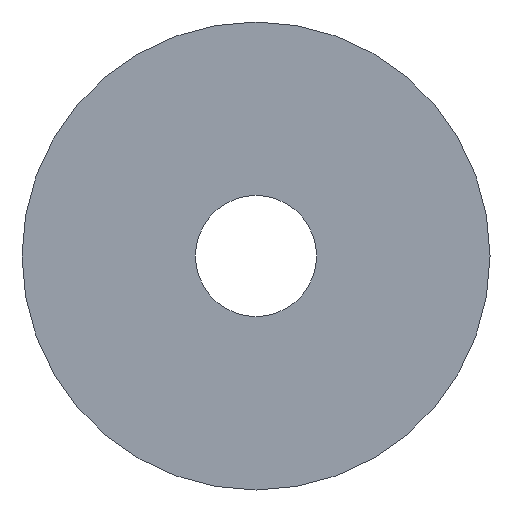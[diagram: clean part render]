
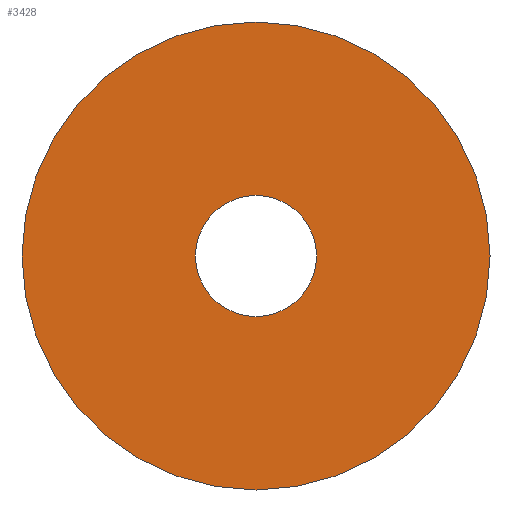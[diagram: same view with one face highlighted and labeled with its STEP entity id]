
A CAD part, front view. The second image highlights one B-rep face of the part: STEP entity #3428.
In plain terms, the highlighted planar face has unit normal (0, -1, 0).
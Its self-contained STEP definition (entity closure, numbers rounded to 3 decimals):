
#299 = DIRECTION ( 'NONE',  ( 0., 1., 0. ) ) ;
#409 = CIRCLE ( 'NONE', #4228, 15.444 ) ;
#461 = ORIENTED_EDGE ( 'NONE', *, *, #3764, .T. ) ;
#748 = CARTESIAN_POINT ( 'NONE',  ( 0., -1.587, 4. ) ) ;
#800 = PLANE ( 'NONE',  #4972 ) ;
#859 = CIRCLE ( 'NONE', #4234, 4. ) ;
#999 = DIRECTION ( 'NONE',  ( 0., -1., 0. ) ) ;
#1288 = DIRECTION ( 'NONE',  ( 0., 0., -1. ) ) ;
#1413 = CIRCLE ( 'NONE', #3411, 4. ) ;
#1526 = ORIENTED_EDGE ( 'NONE', *, *, #4052, .T. ) ;
#1532 = DIRECTION ( 'NONE',  ( 0., 0., 1. ) ) ;
#1698 = FACE_OUTER_BOUND ( 'NONE', #5431, .T. ) ;
#1860 = DIRECTION ( 'NONE',  ( 0., -1., 0. ) ) ;
#2185 = FACE_BOUND ( 'NONE', #4670, .T. ) ;
#2213 = CARTESIAN_POINT ( 'NONE',  ( 0., -1.587, 0. ) ) ;
#2720 = CARTESIAN_POINT ( 'NONE',  ( 0., -1.587, 0. ) ) ;
#2755 = CARTESIAN_POINT ( 'NONE',  ( 0., -1.587, -4. ) ) ;
#2766 = VERTEX_POINT ( 'NONE', #5276 ) ;
#3016 = ORIENTED_EDGE ( 'NONE', *, *, #5192, .T. ) ;
#3152 = ORIENTED_EDGE ( 'NONE', *, *, #5244, .T. ) ;
#3230 = AXIS2_PLACEMENT_3D ( 'NONE', #5374, #1860, #3580 ) ;
#3411 = AXIS2_PLACEMENT_3D ( 'NONE', #2720, #4482, #1532 ) ;
#3428 = ADVANCED_FACE ( 'NONE', ( #2185, #1698 ), #800, .T. ) ;
#3501 = CARTESIAN_POINT ( 'NONE',  ( 0., -1.587, 0. ) ) ;
#3580 = DIRECTION ( 'NONE',  ( 0., 0., -1. ) ) ;
#3707 = CARTESIAN_POINT ( 'NONE',  ( 0., -1.587, 15.444 ) ) ;
#3764 = EDGE_CURVE ( 'NONE', #4860, #2766, #409, .T. ) ;
#3856 = DIRECTION ( 'NONE',  ( 0., -1., 0. ) ) ;
#3890 = VERTEX_POINT ( 'NONE', #748 ) ;
#3972 = DIRECTION ( 'NONE',  ( 0., 0., -1. ) ) ;
#4052 = EDGE_CURVE ( 'NONE', #4798, #3890, #859, .T. ) ;
#4228 = AXIS2_PLACEMENT_3D ( 'NONE', #2213, #999, #3972 ) ;
#4234 = AXIS2_PLACEMENT_3D ( 'NONE', #5538, #299, #4274 ) ;
#4274 = DIRECTION ( 'NONE',  ( 0., 0., 1. ) ) ;
#4482 = DIRECTION ( 'NONE',  ( 0., 1., 0. ) ) ;
#4670 = EDGE_LOOP ( 'NONE', ( #3152, #1526 ) ) ;
#4798 = VERTEX_POINT ( 'NONE', #2755 ) ;
#4860 = VERTEX_POINT ( 'NONE', #3707 ) ;
#4972 = AXIS2_PLACEMENT_3D ( 'NONE', #3501, #3856, #1288 ) ;
#5182 = CIRCLE ( 'NONE', #3230, 15.444 ) ;
#5192 = EDGE_CURVE ( 'NONE', #2766, #4860, #5182, .T. ) ;
#5244 = EDGE_CURVE ( 'NONE', #3890, #4798, #1413, .T. ) ;
#5276 = CARTESIAN_POINT ( 'NONE',  ( 0., -1.587, -15.444 ) ) ;
#5374 = CARTESIAN_POINT ( 'NONE',  ( 0., -1.587, 0. ) ) ;
#5431 = EDGE_LOOP ( 'NONE', ( #461, #3016 ) ) ;
#5538 = CARTESIAN_POINT ( 'NONE',  ( 0., -1.587, 0. ) ) ;
